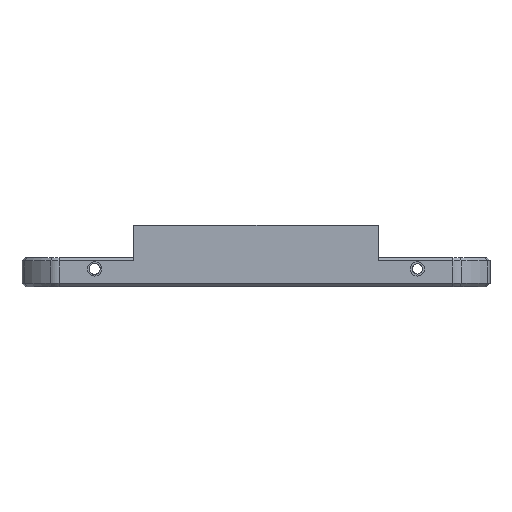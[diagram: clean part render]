
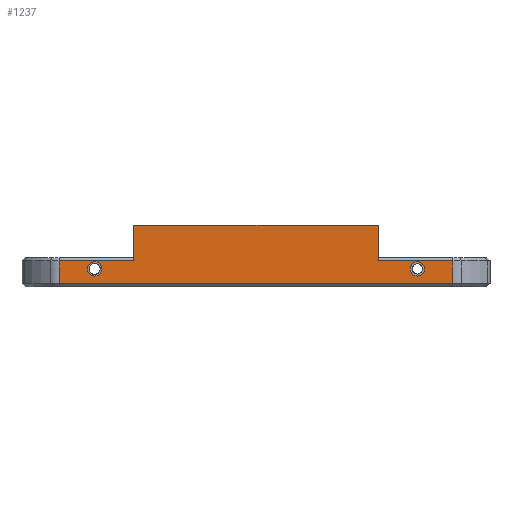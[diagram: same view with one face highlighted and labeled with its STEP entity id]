
A CAD part, left-side view. The second image highlights one B-rep face of the part: STEP entity #1237.
In plain terms, the highlighted planar face has unit normal (-1, 0, 0).
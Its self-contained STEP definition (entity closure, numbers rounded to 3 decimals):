
#367 = VERTEX_POINT('',#368);
#368 = CARTESIAN_POINT('',(-22.5,-61.,1.));
#417 = VERTEX_POINT('',#418);
#418 = CARTESIAN_POINT('',(-22.5,61.,1.));
#426 = EDGE_CURVE('',#417,#367,#427,.T.);
#427 = LINE('',#428,#429);
#428 = CARTESIAN_POINT('',(-22.5,61.,1.));
#429 = VECTOR('',#430,1.);
#430 = DIRECTION('',(-0.,-1.,0.));
#1191 = EDGE_CURVE('',#367,#1192,#1194,.T.);
#1192 = VERTEX_POINT('',#1193);
#1193 = CARTESIAN_POINT('',(-22.5,-61.,8.));
#1194 = LINE('',#1195,#1196);
#1195 = CARTESIAN_POINT('',(-22.5,-61.,0.));
#1196 = VECTOR('',#1197,1.);
#1197 = DIRECTION('',(0.,0.,1.));
#1237 = ADVANCED_FACE('',(#1238,#1304,#1315),#1326,.T.);
#1238 = FACE_BOUND('',#1239,.T.);
#1239 = EDGE_LOOP('',(#1240,#1241,#1249,#1257,#1265,#1273,#1281,#1289,
    #1297,#1303));
#1240 = ORIENTED_EDGE('',*,*,#1191,.T.);
#1241 = ORIENTED_EDGE('',*,*,#1242,.F.);
#1242 = EDGE_CURVE('',#1243,#1192,#1245,.T.);
#1243 = VERTEX_POINT('',#1244);
#1244 = CARTESIAN_POINT('',(-22.5,-37.927,8.));
#1245 = LINE('',#1246,#1247);
#1246 = CARTESIAN_POINT('',(-22.5,-37.927,8.));
#1247 = VECTOR('',#1248,1.);
#1248 = DIRECTION('',(-0.,-1.,-0.));
#1249 = ORIENTED_EDGE('',*,*,#1250,.F.);
#1250 = EDGE_CURVE('',#1251,#1243,#1253,.T.);
#1251 = VERTEX_POINT('',#1252);
#1252 = CARTESIAN_POINT('',(-22.5,-37.927,9.));
#1253 = LINE('',#1254,#1255);
#1254 = CARTESIAN_POINT('',(-22.5,-37.927,9.));
#1255 = VECTOR('',#1256,1.);
#1256 = DIRECTION('',(-0.,-0.,-1.));
#1257 = ORIENTED_EDGE('',*,*,#1258,.T.);
#1258 = EDGE_CURVE('',#1251,#1259,#1261,.T.);
#1259 = VERTEX_POINT('',#1260);
#1260 = CARTESIAN_POINT('',(-22.5,-37.927,19.));
#1261 = LINE('',#1262,#1263);
#1262 = CARTESIAN_POINT('',(-22.5,-37.927,9.));
#1263 = VECTOR('',#1264,1.);
#1264 = DIRECTION('',(0.,0.,1.));
#1265 = ORIENTED_EDGE('',*,*,#1266,.F.);
#1266 = EDGE_CURVE('',#1267,#1259,#1269,.T.);
#1267 = VERTEX_POINT('',#1268);
#1268 = CARTESIAN_POINT('',(-22.5,37.927,19.));
#1269 = LINE('',#1270,#1271);
#1270 = CARTESIAN_POINT('',(-22.5,0.,19.));
#1271 = VECTOR('',#1272,1.);
#1272 = DIRECTION('',(0.,-1.,0.));
#1273 = ORIENTED_EDGE('',*,*,#1274,.F.);
#1274 = EDGE_CURVE('',#1275,#1267,#1277,.T.);
#1275 = VERTEX_POINT('',#1276);
#1276 = CARTESIAN_POINT('',(-22.5,37.927,9.));
#1277 = LINE('',#1278,#1279);
#1278 = CARTESIAN_POINT('',(-22.5,37.927,9.));
#1279 = VECTOR('',#1280,1.);
#1280 = DIRECTION('',(0.,0.,1.));
#1281 = ORIENTED_EDGE('',*,*,#1282,.T.);
#1282 = EDGE_CURVE('',#1275,#1283,#1285,.T.);
#1283 = VERTEX_POINT('',#1284);
#1284 = CARTESIAN_POINT('',(-22.5,37.927,8.));
#1285 = LINE('',#1286,#1287);
#1286 = CARTESIAN_POINT('',(-22.5,37.927,9.));
#1287 = VECTOR('',#1288,1.);
#1288 = DIRECTION('',(0.,0.,-1.));
#1289 = ORIENTED_EDGE('',*,*,#1290,.T.);
#1290 = EDGE_CURVE('',#1283,#1291,#1293,.T.);
#1291 = VERTEX_POINT('',#1292);
#1292 = CARTESIAN_POINT('',(-22.5,61.,8.));
#1293 = LINE('',#1294,#1295);
#1294 = CARTESIAN_POINT('',(-22.5,37.927,8.));
#1295 = VECTOR('',#1296,1.);
#1296 = DIRECTION('',(0.,1.,0.));
#1297 = ORIENTED_EDGE('',*,*,#1298,.F.);
#1298 = EDGE_CURVE('',#417,#1291,#1299,.T.);
#1299 = LINE('',#1300,#1301);
#1300 = CARTESIAN_POINT('',(-22.5,61.,0.));
#1301 = VECTOR('',#1302,1.);
#1302 = DIRECTION('',(0.,0.,1.));
#1303 = ORIENTED_EDGE('',*,*,#426,.T.);
#1304 = FACE_BOUND('',#1305,.T.);
#1305 = EDGE_LOOP('',(#1306));
#1306 = ORIENTED_EDGE('',*,*,#1307,.T.);
#1307 = EDGE_CURVE('',#1308,#1308,#1310,.T.);
#1308 = VERTEX_POINT('',#1309);
#1309 = CARTESIAN_POINT('',(-22.5,50.,3.3));
#1310 = CIRCLE('',#1311,2.2);
#1311 = AXIS2_PLACEMENT_3D('',#1312,#1313,#1314);
#1312 = CARTESIAN_POINT('',(-22.5,50.,5.5));
#1313 = DIRECTION('',(1.,0.,0.));
#1314 = DIRECTION('',(0.,0.,-1.));
#1315 = FACE_BOUND('',#1316,.T.);
#1316 = EDGE_LOOP('',(#1317));
#1317 = ORIENTED_EDGE('',*,*,#1318,.T.);
#1318 = EDGE_CURVE('',#1319,#1319,#1321,.T.);
#1319 = VERTEX_POINT('',#1320);
#1320 = CARTESIAN_POINT('',(-22.5,-50.,3.3));
#1321 = CIRCLE('',#1322,2.2);
#1322 = AXIS2_PLACEMENT_3D('',#1323,#1324,#1325);
#1323 = CARTESIAN_POINT('',(-22.5,-50.,5.5));
#1324 = DIRECTION('',(1.,0.,0.));
#1325 = DIRECTION('',(0.,0.,-1.));
#1326 = PLANE('',#1327);
#1327 = AXIS2_PLACEMENT_3D('',#1328,#1329,#1330);
#1328 = CARTESIAN_POINT('',(-22.5,0.,7.864));
#1329 = DIRECTION('',(-1.,-0.,-0.));
#1330 = DIRECTION('',(0.,0.,-1.));
